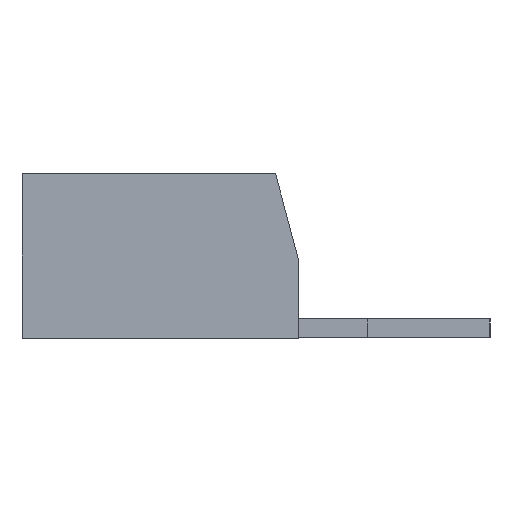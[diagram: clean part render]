
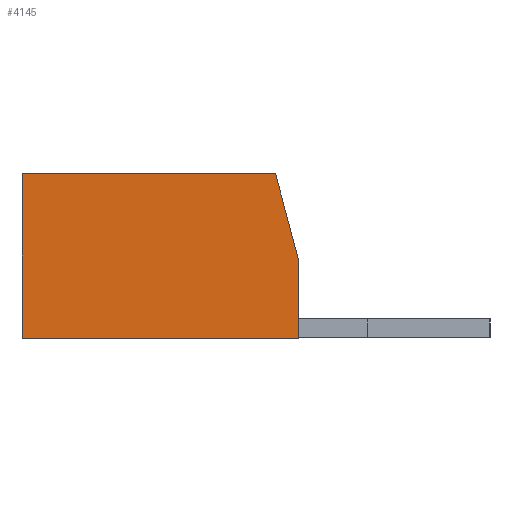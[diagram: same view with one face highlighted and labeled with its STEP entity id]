
A CAD part, left-side view. The second image highlights one B-rep face of the part: STEP entity #4145.
In plain terms, the highlighted planar face has unit normal (-1, 0, 0).
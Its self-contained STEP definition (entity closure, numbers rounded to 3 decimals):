
#49=DIRECTION('',(0.,1.,0.));
#50=VECTOR('',#49,18.);
#51=CARTESIAN_POINT('',(0.,0.,0.));
#52=LINE('',#51,#50);
#169=DIRECTION('',(0.,0.,1.));
#170=VECTOR('',#169,10.7);
#171=CARTESIAN_POINT('',(0.,18.,0.));
#172=LINE('',#171,#170);
#831=DIRECTION('',(0.,0.259,0.966));
#832=VECTOR('',#831,5.694);
#833=CARTESIAN_POINT('',(0.,0.,5.2));
#834=LINE('',#833,#832);
#835=DIRECTION('',(0.,0.,1.));
#836=VECTOR('',#835,5.2);
#837=CARTESIAN_POINT('',(0.,0.,0.));
#838=LINE('',#837,#836);
#927=DIRECTION('',(0.,1.,0.));
#928=VECTOR('',#927,16.526);
#929=CARTESIAN_POINT('',(0.,1.474,10.7));
#930=LINE('',#929,#928);
#2313=CARTESIAN_POINT('',(0.,0.,0.));
#2314=VERTEX_POINT('',#2313);
#2315=CARTESIAN_POINT('',(0.,18.,0.));
#2316=VERTEX_POINT('',#2315);
#2317=CARTESIAN_POINT('',(0.,18.,10.7));
#2318=VERTEX_POINT('',#2317);
#2770=CARTESIAN_POINT('',(0.,1.474,10.7));
#2772=VERTEX_POINT('',#2770);
#2783=CARTESIAN_POINT('',(0.,0.,5.2));
#2784=VERTEX_POINT('',#2783);
#4132=CARTESIAN_POINT('',(0.,0.,0.));
#4133=DIRECTION('',(-1.,0.,0.));
#4134=DIRECTION('',(0.,1.,0.));
#4135=AXIS2_PLACEMENT_3D('',#4132,#4133,#4134);
#4136=PLANE('',#4135);
#4137=ORIENTED_EDGE('',*,*,#4082,.F.);
#4138=ORIENTED_EDGE('',*,*,#4097,.F.);
#4139=ORIENTED_EDGE('',*,*,#3078,.T.);
#4140=ORIENTED_EDGE('',*,*,#3190,.T.);
#4142=ORIENTED_EDGE('',*,*,#4141,.F.);
#4143=EDGE_LOOP('',(#4137,#4138,#4139,#4140,#4142));
#4144=FACE_OUTER_BOUND('',#4143,.F.);
#3078=EDGE_CURVE('',#2314,#2316,#52,.T.);
#3190=EDGE_CURVE('',#2316,#2318,#172,.T.);
#4082=EDGE_CURVE('',#2784,#2772,#834,.T.);
#4097=EDGE_CURVE('',#2314,#2784,#838,.T.);
#4141=EDGE_CURVE('',#2772,#2318,#930,.T.);
#4145=ADVANCED_FACE('',(#4144),#4136,.T.);
